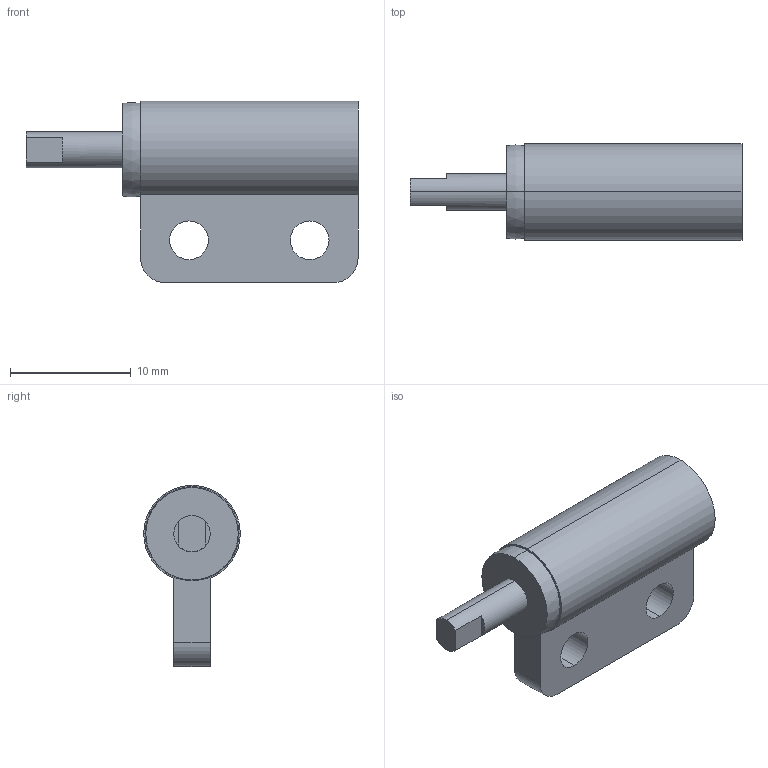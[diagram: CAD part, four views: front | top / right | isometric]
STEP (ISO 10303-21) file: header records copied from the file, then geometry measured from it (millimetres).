
FILE_DESCRIPTION( (''), '2;1');
FILE_NAME ('PC013.20796.TH_122_5_29581.stp','2024-03-26T11:17:28',(''),(''),'spGate 19.8.4 (****-****-****-****)','','');
FILE_SCHEMA (('AUTOMOTIVE_DESIGN'));
Length unit declared in the file: millimetre
Products named in the file (6): Assembly; PC013-prt0; PC013-prt1; PC013-prt2; PC013-prt3; TH_122_4_M2
Assembly tree (5 placements, depth 2):
  Assembly
    PC013-prt0
    PC013-prt1
    PC013-prt2
    PC013-prt3
    TH_122_4_M2
Bounding box: 27.5 x 8 x 15 mm (x, y, z)
Volume: 1019.6 mm3; surface area: 2284.9 mm2
Topology: 5 solids, 5 shells, 67 faces, 151 edges, 96 vertices
Faces by surface type: plane 25, cylinder 24, bspline 16, sphere 2
Entity records: 3386 total; most frequent: CARTESIAN_POINT 502, DIRECTION 319, ORIENTED_EDGE 302, COLOUR_RGB 223, PRESENTATION_STYLE_ASSIGNMENT 223, STYLED_ITEM 223, EDGE_CURVE 151, DRAUGHTING_PRE_DEFINED_CURVE_FONT 151
